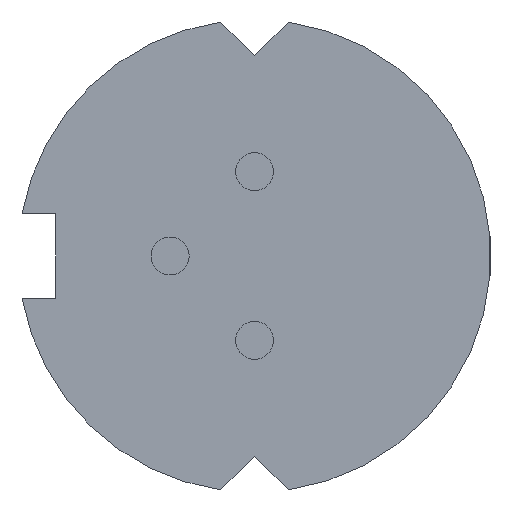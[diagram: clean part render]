
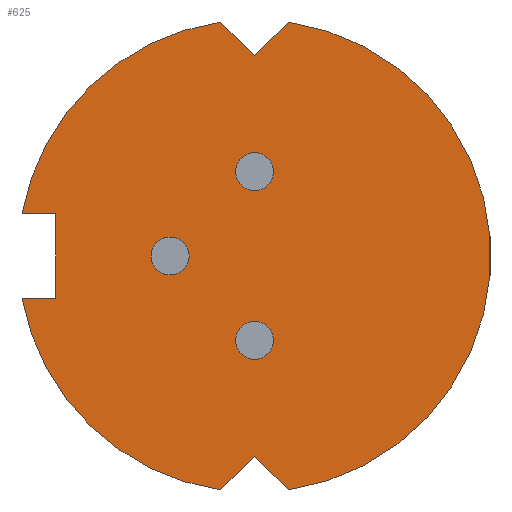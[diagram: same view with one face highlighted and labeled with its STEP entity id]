
A CAD part, front view. The second image highlights one B-rep face of the part: STEP entity #625.
In plain terms, the highlighted planar face has unit normal (0, -1, 0).
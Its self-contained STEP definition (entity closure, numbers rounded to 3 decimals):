
#2 = EDGE_CURVE ( 'NONE', #292, #809, #698, .T. ) ;
#11 = AXIS2_PLACEMENT_3D ( 'NONE', #134, #67, #294 ) ;
#12 = CARTESIAN_POINT ( 'NONE',  ( -1., 0., 0. ) ) ;
#15 = EDGE_CURVE ( 'NONE', #630, #247, #205, .T. ) ;
#24 = AXIS2_PLACEMENT_3D ( 'NONE', #12, #596, #805 ) ;
#27 = EDGE_CURVE ( 'NONE', #172, #797, #507, .T. ) ;
#35 = CARTESIAN_POINT ( 'NONE',  ( 0., 0., 2.371 ) ) ;
#40 = FACE_BOUND ( 'NONE', #710, .T. ) ;
#43 = ORIENTED_EDGE ( 'NONE', *, *, #366, .F. ) ;
#45 = DIRECTION ( 'NONE',  ( 0., -1., 0. ) ) ;
#46 = EDGE_CURVE ( 'NONE', #158, #146, #405, .T. ) ;
#47 = CARTESIAN_POINT ( 'NONE',  ( -2.355, 0., 0.5 ) ) ;
#57 = PLANE ( 'NONE',  #752 ) ;
#67 = DIRECTION ( 'NONE',  ( 0., 1., 0. ) ) ;
#73 = ORIENTED_EDGE ( 'NONE', *, *, #815, .T. ) ;
#80 = CIRCLE ( 'NONE', #388, 0.225 ) ;
#87 = CARTESIAN_POINT ( 'NONE',  ( 0.4, 0., -2.771 ) ) ;
#103 = AXIS2_PLACEMENT_3D ( 'NONE', #207, #852, #488 ) ;
#117 = EDGE_LOOP ( 'NONE', ( #43, #918 ) ) ;
#120 = CARTESIAN_POINT ( 'NONE',  ( -2.355, 0., 0.5 ) ) ;
#127 = VECTOR ( 'NONE', #651, 1000. ) ;
#134 = CARTESIAN_POINT ( 'NONE',  ( 0., 0., 0. ) ) ;
#135 = AXIS2_PLACEMENT_3D ( 'NONE', #586, #883, #150 ) ;
#145 = CARTESIAN_POINT ( 'NONE',  ( -2.755, 0., -0.5 ) ) ;
#146 = VERTEX_POINT ( 'NONE', #857 ) ;
#150 = DIRECTION ( 'NONE',  ( 0., 0., 1. ) ) ;
#158 = VERTEX_POINT ( 'NONE', #776 ) ;
#159 = AXIS2_PLACEMENT_3D ( 'NONE', #566, #274, #549 ) ;
#161 = DIRECTION ( 'NONE',  ( 0., 0., 1. ) ) ;
#167 = VECTOR ( 'NONE', #670, 1000. ) ;
#168 = FACE_OUTER_BOUND ( 'NONE', #723, .T. ) ;
#172 = VERTEX_POINT ( 'NONE', #47 ) ;
#181 = ORIENTED_EDGE ( 'NONE', *, *, #734, .T. ) ;
#183 = ORIENTED_EDGE ( 'NONE', *, *, #624, .F. ) ;
#200 = CARTESIAN_POINT ( 'NONE',  ( 0., 0., 0. ) ) ;
#203 = DIRECTION ( 'NONE',  ( 0., 0., -1. ) ) ;
#205 = CIRCLE ( 'NONE', #946, 0.225 ) ;
#207 = CARTESIAN_POINT ( 'NONE',  ( 0., 0., 1. ) ) ;
#210 = DIRECTION ( 'NONE',  ( 0., 1., 0. ) ) ;
#229 = DIRECTION ( 'NONE',  ( 0., 0., 1. ) ) ;
#235 = VERTEX_POINT ( 'NONE', #145 ) ;
#241 = CARTESIAN_POINT ( 'NONE',  ( 0., 0., -1. ) ) ;
#245 = VERTEX_POINT ( 'NONE', #495 ) ;
#247 = VERTEX_POINT ( 'NONE', #364 ) ;
#263 = VERTEX_POINT ( 'NONE', #299 ) ;
#266 = DIRECTION ( 'NONE',  ( 1., 0., 0. ) ) ;
#274 = DIRECTION ( 'NONE',  ( 0., 1., 0. ) ) ;
#278 = DIRECTION ( 'NONE',  ( 0., 0., 1. ) ) ;
#284 = EDGE_CURVE ( 'NONE', #956, #593, #550, .T. ) ;
#288 = LINE ( 'NONE', #906, #167 ) ;
#292 = VERTEX_POINT ( 'NONE', #787 ) ;
#294 = DIRECTION ( 'NONE',  ( 0., 0., 1. ) ) ;
#299 = CARTESIAN_POINT ( 'NONE',  ( 0., 0., 1.225 ) ) ;
#306 = VERTEX_POINT ( 'NONE', #445 ) ;
#307 = ORIENTED_EDGE ( 'NONE', *, *, #46, .F. ) ;
#313 = LINE ( 'NONE', #953, #127 ) ;
#325 = LINE ( 'NONE', #788, #859 ) ;
#330 = ORIENTED_EDGE ( 'NONE', *, *, #547, .F. ) ;
#338 = EDGE_LOOP ( 'NONE', ( #575, #613 ) ) ;
#349 = DIRECTION ( 'NONE',  ( 0., 1., 0. ) ) ;
#352 = CARTESIAN_POINT ( 'NONE',  ( -1., 0., 0. ) ) ;
#363 = DIRECTION ( 'NONE',  ( -0.707, 0., 0.707 ) ) ;
#364 = CARTESIAN_POINT ( 'NONE',  ( -1., 0., 0.225 ) ) ;
#366 = EDGE_CURVE ( 'NONE', #247, #630, #831, .T. ) ;
#376 = DIRECTION ( 'NONE',  ( -1., 0., 0. ) ) ;
#388 = AXIS2_PLACEMENT_3D ( 'NONE', #241, #451, #161 ) ;
#400 = CARTESIAN_POINT ( 'NONE',  ( -2.355, 0., -0.5 ) ) ;
#405 = CIRCLE ( 'NONE', #159, 2.8 ) ;
#415 = ORIENTED_EDGE ( 'NONE', *, *, #2, .T. ) ;
#427 = DIRECTION ( 'NONE',  ( -0.707, 0., -0.707 ) ) ;
#429 = LINE ( 'NONE', #731, #858 ) ;
#436 = DIRECTION ( 'NONE',  ( 0., -1., 0. ) ) ;
#444 = VERTEX_POINT ( 'NONE', #525 ) ;
#445 = CARTESIAN_POINT ( 'NONE',  ( 0., 0., -2.371 ) ) ;
#449 = CARTESIAN_POINT ( 'NONE',  ( 0., 0., -1.225 ) ) ;
#451 = DIRECTION ( 'NONE',  ( 0., -1., 0. ) ) ;
#459 = ORIENTED_EDGE ( 'NONE', *, *, #693, .F. ) ;
#461 = EDGE_CURVE ( 'NONE', #158, #172, #873, .T. ) ;
#478 = VERTEX_POINT ( 'NONE', #87 ) ;
#481 = VECTOR ( 'NONE', #266, 1000. ) ;
#488 = DIRECTION ( 'NONE',  ( 0., 0., 1. ) ) ;
#495 = CARTESIAN_POINT ( 'NONE',  ( -0.4, 0., -2.771 ) ) ;
#507 = LINE ( 'NONE', #120, #674 ) ;
#525 = CARTESIAN_POINT ( 'NONE',  ( 0., 0., 0.775 ) ) ;
#540 = CIRCLE ( 'NONE', #103, 0.225 ) ;
#547 = EDGE_CURVE ( 'NONE', #444, #263, #540, .T. ) ;
#549 = DIRECTION ( 'NONE',  ( 0., 0., 1. ) ) ;
#550 = CIRCLE ( 'NONE', #135, 0.225 ) ;
#555 = ORIENTED_EDGE ( 'NONE', *, *, #27, .T. ) ;
#558 = AXIS2_PLACEMENT_3D ( 'NONE', #200, #349, #704 ) ;
#566 = CARTESIAN_POINT ( 'NONE',  ( 0., 0., 0. ) ) ;
#575 = ORIENTED_EDGE ( 'NONE', *, *, #934, .F. ) ;
#586 = CARTESIAN_POINT ( 'NONE',  ( 0., 0., -1. ) ) ;
#593 = VERTEX_POINT ( 'NONE', #936 ) ;
#596 = DIRECTION ( 'NONE',  ( 0., -1., 0. ) ) ;
#613 = ORIENTED_EDGE ( 'NONE', *, *, #284, .F. ) ;
#621 = ORIENTED_EDGE ( 'NONE', *, *, #461, .T. ) ;
#624 = EDGE_CURVE ( 'NONE', #245, #235, #923, .T. ) ;
#625 = ADVANCED_FACE ( 'NONE', ( #636, #744, #40, #168 ), #57, .F. ) ;
#630 = VERTEX_POINT ( 'NONE', #703 ) ;
#636 = FACE_BOUND ( 'NONE', #117, .T. ) ;
#651 = DIRECTION ( 'NONE',  ( 0.707, 0., 0.707 ) ) ;
#670 = DIRECTION ( 'NONE',  ( 0.707, 0., -0.707 ) ) ;
#674 = VECTOR ( 'NONE', #203, 1000. ) ;
#677 = EDGE_CURVE ( 'NONE', #292, #478, #708, .T. ) ;
#684 = CARTESIAN_POINT ( 'NONE',  ( -3.245, 0., 0.5 ) ) ;
#693 = EDGE_CURVE ( 'NONE', #263, #444, #718, .T. ) ;
#698 = LINE ( 'NONE', #699, #737 ) ;
#699 = CARTESIAN_POINT ( 'NONE',  ( 0.429, 0., 2.8 ) ) ;
#703 = CARTESIAN_POINT ( 'NONE',  ( -1., 0., -0.225 ) ) ;
#704 = DIRECTION ( 'NONE',  ( 0., 0., 1. ) ) ;
#708 = CIRCLE ( 'NONE', #11, 2.8 ) ;
#710 = EDGE_LOOP ( 'NONE', ( #459, #330 ) ) ;
#718 = CIRCLE ( 'NONE', #784, 0.225 ) ;
#723 = EDGE_LOOP ( 'NONE', ( #183, #780, #73, #843, #415, #181, #307, #621, #555, #834 ) ) ;
#731 = CARTESIAN_POINT ( 'NONE',  ( -3.245, 0., -0.5 ) ) ;
#734 = EDGE_CURVE ( 'NONE', #809, #146, #325, .T. ) ;
#737 = VECTOR ( 'NONE', #427, 1000. ) ;
#744 = FACE_BOUND ( 'NONE', #338, .T. ) ;
#752 = AXIS2_PLACEMENT_3D ( 'NONE', #847, #210, #278 ) ;
#772 = DIRECTION ( 'NONE',  ( 0., 0., 1. ) ) ;
#776 = CARTESIAN_POINT ( 'NONE',  ( -2.755, 0., 0.5 ) ) ;
#780 = ORIENTED_EDGE ( 'NONE', *, *, #920, .T. ) ;
#784 = AXIS2_PLACEMENT_3D ( 'NONE', #943, #436, #229 ) ;
#787 = CARTESIAN_POINT ( 'NONE',  ( 0.4, 0., 2.771 ) ) ;
#788 = CARTESIAN_POINT ( 'NONE',  ( -0.429, 0., 2.8 ) ) ;
#797 = VERTEX_POINT ( 'NONE', #400 ) ;
#805 = DIRECTION ( 'NONE',  ( 0., 0., 1. ) ) ;
#809 = VERTEX_POINT ( 'NONE', #35 ) ;
#815 = EDGE_CURVE ( 'NONE', #306, #478, #288, .T. ) ;
#831 = CIRCLE ( 'NONE', #24, 0.225 ) ;
#834 = ORIENTED_EDGE ( 'NONE', *, *, #894, .T. ) ;
#843 = ORIENTED_EDGE ( 'NONE', *, *, #677, .F. ) ;
#847 = CARTESIAN_POINT ( 'NONE',  ( 0., 0., 0. ) ) ;
#852 = DIRECTION ( 'NONE',  ( 0., -1., 0. ) ) ;
#857 = CARTESIAN_POINT ( 'NONE',  ( -0.4, 0., 2.771 ) ) ;
#858 = VECTOR ( 'NONE', #376, 1000. ) ;
#859 = VECTOR ( 'NONE', #363, 1000. ) ;
#873 = LINE ( 'NONE', #684, #481 ) ;
#883 = DIRECTION ( 'NONE',  ( 0., -1., 0. ) ) ;
#894 = EDGE_CURVE ( 'NONE', #797, #235, #429, .T. ) ;
#906 = CARTESIAN_POINT ( 'NONE',  ( 0.429, 0., -2.8 ) ) ;
#918 = ORIENTED_EDGE ( 'NONE', *, *, #15, .F. ) ;
#920 = EDGE_CURVE ( 'NONE', #245, #306, #313, .T. ) ;
#923 = CIRCLE ( 'NONE', #558, 2.8 ) ;
#934 = EDGE_CURVE ( 'NONE', #593, #956, #80, .T. ) ;
#936 = CARTESIAN_POINT ( 'NONE',  ( 0., 0., -0.775 ) ) ;
#943 = CARTESIAN_POINT ( 'NONE',  ( 0., 0., 1. ) ) ;
#946 = AXIS2_PLACEMENT_3D ( 'NONE', #352, #45, #772 ) ;
#953 = CARTESIAN_POINT ( 'NONE',  ( -0.429, 0., -2.8 ) ) ;
#956 = VERTEX_POINT ( 'NONE', #449 ) ;
